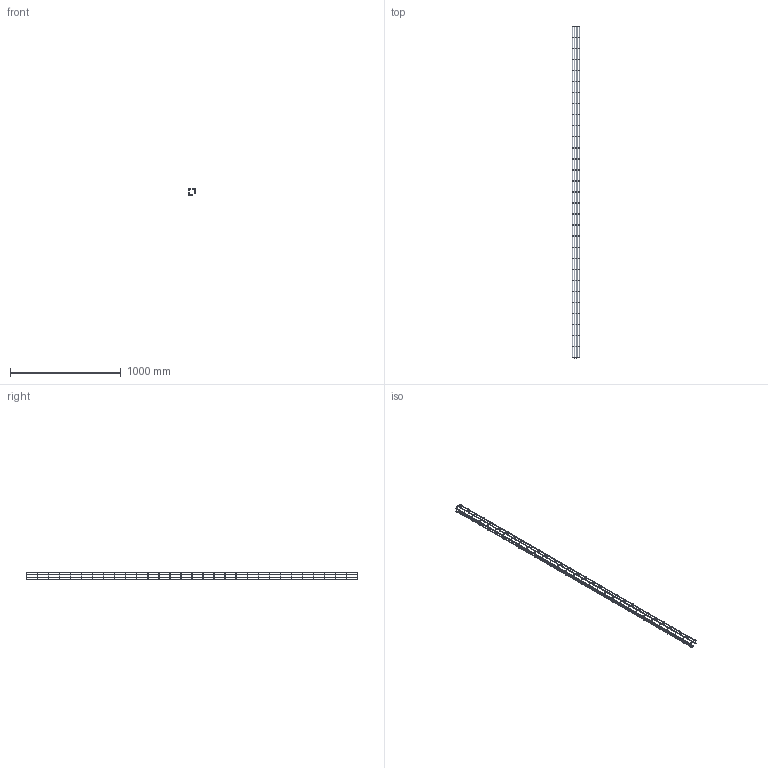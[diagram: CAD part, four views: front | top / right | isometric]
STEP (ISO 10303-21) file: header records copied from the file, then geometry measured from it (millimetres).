
FILE_DESCRIPTION((''),'2;1');
FILE_NAME('910106_PRT','2018-11-07T13:24:23',('tomasz.grudniewski'),(''),'CREO PARAMETRIC BY PTC INC, 2018260','CREO PARAMETRIC BY PTC INC, 2018260','');
FILE_SCHEMA(('CONFIG_CONTROL_DESIGN'));
Length unit declared in the file: millimetre
Products named in the file (1): 910106_PRT
Bounding box: 69 x 3004 x 69 mm (x, y, z)
Volume: 374413 mm3; surface area: 375205.2 mm2
Topology: 39 solids, 39 shells, 684 faces, 1290 edges, 684 vertices
Faces by surface type: cylinder 264, torus 186, bspline 124, plane 78, cone 32
Entity records: 30998 total; most frequent: CARTESIAN_POINT 17910, DIRECTION 2784, ORIENTED_EDGE 2580, EDGE_CURVE 1290, AXIS2_PLACEMENT_3D 1182, VERTEX_POINT 684, EDGE_LOOP 684, FACE_OUTER_BOUND 684
